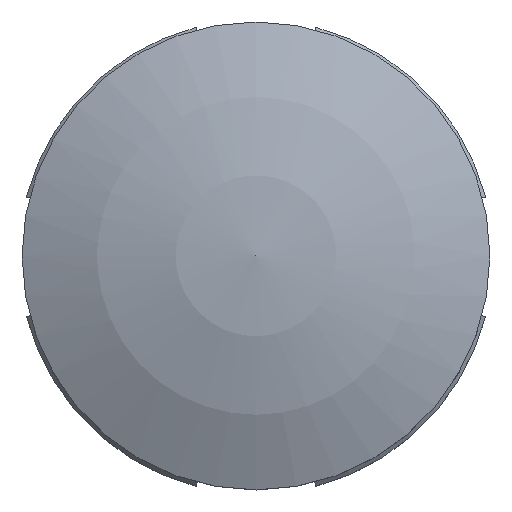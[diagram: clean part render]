
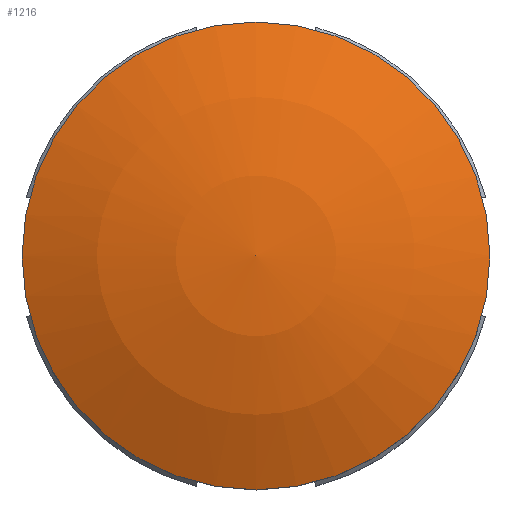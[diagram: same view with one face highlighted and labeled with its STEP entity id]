
A CAD part, top view. The second image highlights one B-rep face of the part: STEP entity #1216.
In plain terms, the highlighted spherical face has radius 8.277 mm.
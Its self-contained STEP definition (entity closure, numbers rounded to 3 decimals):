
#16=SPHERICAL_SURFACE('',#1353,8.277);
#151=FACE_OUTER_BOUND('',#220,.T.);
#220=EDGE_LOOP('',(#1136,#1137,#1138));
#429=CIRCLE('',#1235,3.55);
#485=CIRCLE('',#1354,8.277);
#488=VERTEX_POINT('',#1716);
#604=VERTEX_POINT('',#2213);
#608=EDGE_CURVE('',#488,#488,#429,.T.);
#782=EDGE_CURVE('',#604,#488,#485,.T.);
#1136=ORIENTED_EDGE('',*,*,#608,.T.);
#1137=ORIENTED_EDGE('',*,*,#782,.F.);
#1138=ORIENTED_EDGE('',*,*,#782,.T.);
#1216=ADVANCED_FACE('',(#151),#16,.T.);
#1235=AXIS2_PLACEMENT_3D('',#1717,#1366,#1367);
#1353=AXIS2_PLACEMENT_3D('',#2212,#1704,#1705);
#1354=AXIS2_PLACEMENT_3D('',#2214,#1706,#1707);
#1366=DIRECTION('center_axis',(0.,0.,1.));
#1367=DIRECTION('ref_axis',(1.,0.,0.));
#1704=DIRECTION('center_axis',(0.,0.,1.));
#1705=DIRECTION('ref_axis',(1.,0.,0.));
#1706=DIRECTION('center_axis',(0.,-1.,0.));
#1707=DIRECTION('ref_axis',(-1.,0.,0.));
#1716=CARTESIAN_POINT('',(-3.55,0.,10.1));
#1717=CARTESIAN_POINT('Origin',(0.,0.,10.1));
#2212=CARTESIAN_POINT('Origin',(0.,0.,2.623));
#2213=CARTESIAN_POINT('',(0.,0.,10.9));
#2214=CARTESIAN_POINT('Origin',(0.,0.,2.623));
